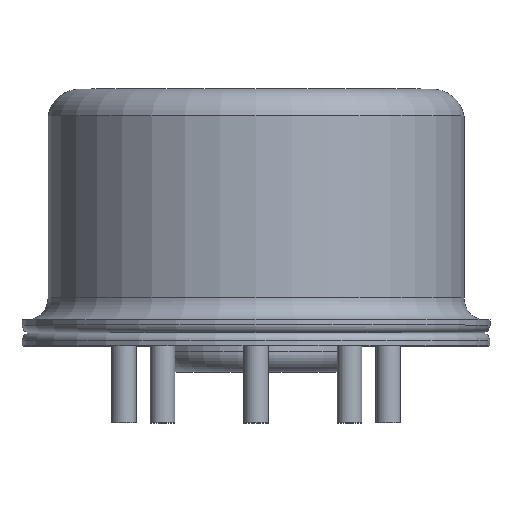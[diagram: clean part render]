
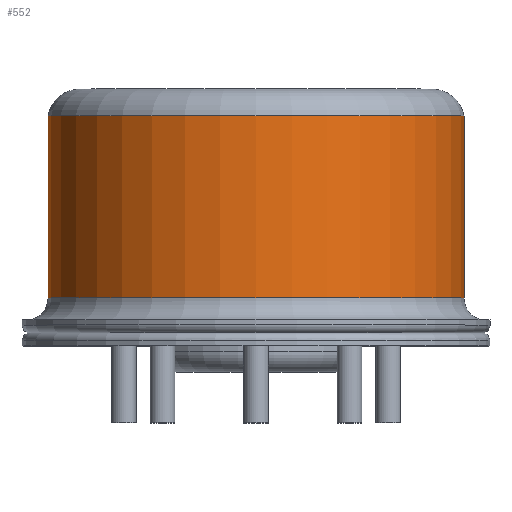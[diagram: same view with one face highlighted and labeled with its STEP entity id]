
A CAD part, top view. The second image highlights one B-rep face of the part: STEP entity #552.
In plain terms, the highlighted cylindrical face has radius 4 mm (diameter 8 mm), a full revolution.
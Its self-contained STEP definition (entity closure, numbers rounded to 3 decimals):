
#61=LINE('',#959,#85);
#85=VECTOR('',#803,4.);
#109=CYLINDRICAL_SURFACE('',#647,4.);
#143=FACE_OUTER_BOUND('',#188,.T.);
#188=EDGE_LOOP('',(#413,#414,#415,#416));
#228=CIRCLE('',#646,4.);
#229=CIRCLE('',#648,4.);
#263=VERTEX_POINT('',#954);
#264=VERTEX_POINT('',#958);
#315=EDGE_CURVE('',#263,#263,#228,.T.);
#316=EDGE_CURVE('',#263,#264,#61,.T.);
#317=EDGE_CURVE('',#264,#264,#229,.T.);
#413=ORIENTED_EDGE('',*,*,#315,.F.);
#414=ORIENTED_EDGE('',*,*,#316,.T.);
#415=ORIENTED_EDGE('',*,*,#317,.T.);
#416=ORIENTED_EDGE('',*,*,#316,.F.);
#552=ADVANCED_FACE('',(#143),#109,.T.);
#646=AXIS2_PLACEMENT_3D('',#956,#799,#800);
#647=AXIS2_PLACEMENT_3D('',#957,#801,#802);
#648=AXIS2_PLACEMENT_3D('',#960,#804,#805);
#799=DIRECTION('center_axis',(0.,-1.,0.));
#800=DIRECTION('ref_axis',(1.,0.,0.));
#801=DIRECTION('center_axis',(0.,-1.,0.));
#802=DIRECTION('ref_axis',(1.,0.,0.));
#803=DIRECTION('',(0.,1.,0.));
#804=DIRECTION('center_axis',(0.,-1.,0.));
#805=DIRECTION('ref_axis',(1.,0.,0.));
#954=CARTESIAN_POINT('',(-4.,0.923,0.));
#956=CARTESIAN_POINT('Origin',(0.,0.923,0.));
#957=CARTESIAN_POINT('Origin',(0.,0.5,0.));
#958=CARTESIAN_POINT('',(-4.,4.423,0.));
#959=CARTESIAN_POINT('',(-4.,0.5,0.));
#960=CARTESIAN_POINT('Origin',(0.,4.423,0.));
